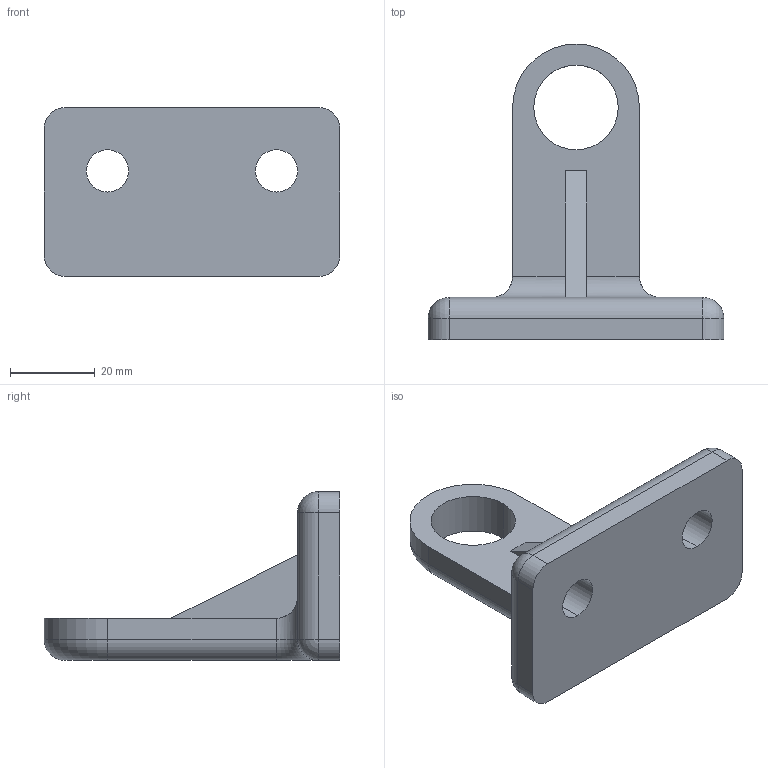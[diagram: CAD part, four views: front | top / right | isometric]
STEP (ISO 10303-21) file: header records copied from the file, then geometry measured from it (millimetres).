
FILE_DESCRIPTION (( 'STEP AP214' ), '1' );
FILE_NAME ('modello_messa_in_tavola.STEP', '2023-05-02T12:05:01', ( '' ), ( '' ), 'SwSTEP 2.0', 'SolidWorks 2022', '' );
FILE_SCHEMA (( 'AUTOMOTIVE_DESIGN' ));
Length unit declared in the file: millimetre
Products named in the file (1): modello_messa_in_tavola
Bounding box: 70 x 70 x 40 mm (x, y, z)
Volume: 39849.4 mm3; surface area: 12081.2 mm2
Topology: 1 solids, 1 shells, 41 faces, 100 edges, 56 vertices
Faces by surface type: cylinder 22, plane 12, sphere 4, torus 3
Entity records: 1206 total; most frequent: DIRECTION 220, CARTESIAN_POINT 200, ORIENTED_EDGE 192, EDGE_CURVE 96, AXIS2_PLACEMENT_3D 84, VERTEX_POINT 56, VECTOR 52, LINE 52
